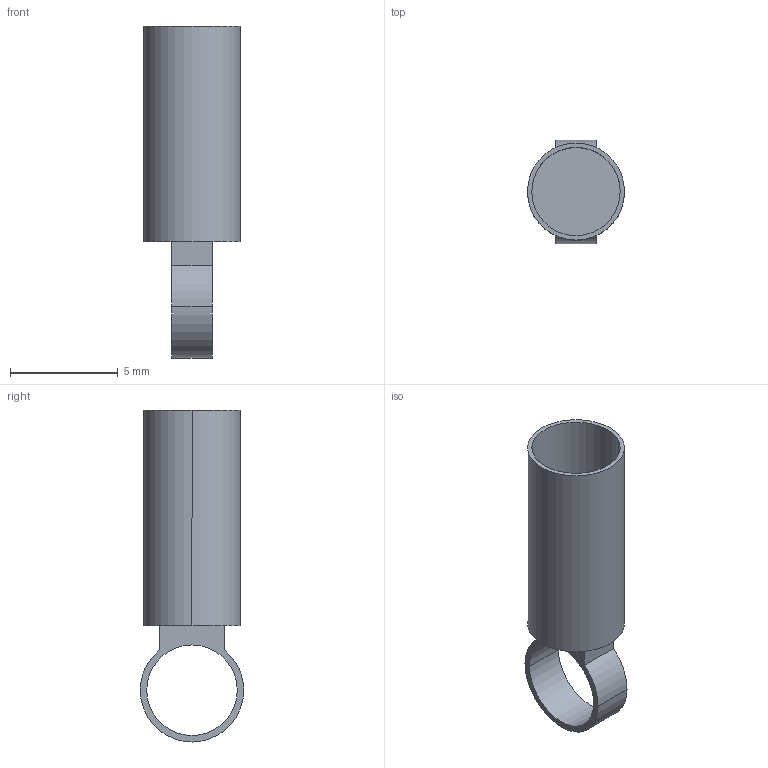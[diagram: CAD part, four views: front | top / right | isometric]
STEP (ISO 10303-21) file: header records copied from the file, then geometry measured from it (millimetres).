
FILE_DESCRIPTION(('CATIA V5 STEP Exchange'),'2;1');
FILE_NAME('Liaison Tige Bas.stp','2018-12-06T09:38:43+00:00',('none'),('none'),'CATIA Version 5 Release 21 GA (IN-10)','CATIA V5 STEP AP203','none');
FILE_SCHEMA(('CONFIG_CONTROL_DESIGN'));
Length unit declared in the file: millimetre
Products named in the file (1): Liaison Tige Bas
Bounding box: 4.5 x 4.8 x 15.4 mm (x, y, z)
Volume: 65.9 mm3; surface area: 335.5 mm2
Topology: 1 solids, 1 shells, 16 faces, 36 edges, 24 vertices
Faces by surface type: cylinder 9, plane 7
Entity records: 461 total; most frequent: CARTESIAN_POINT 72, ORIENTED_EDGE 72, DIRECTION 58, EDGE_CURVE 36, AXIS2_PLACEMENT_3D 30, VERTEX_POINT 24, EDGE_LOOP 20, VECTOR 18
